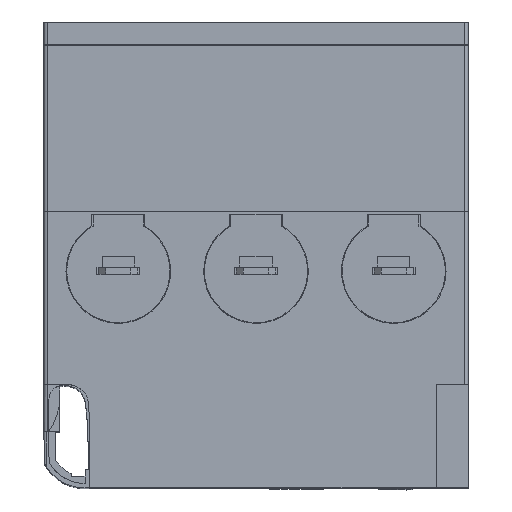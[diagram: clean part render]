
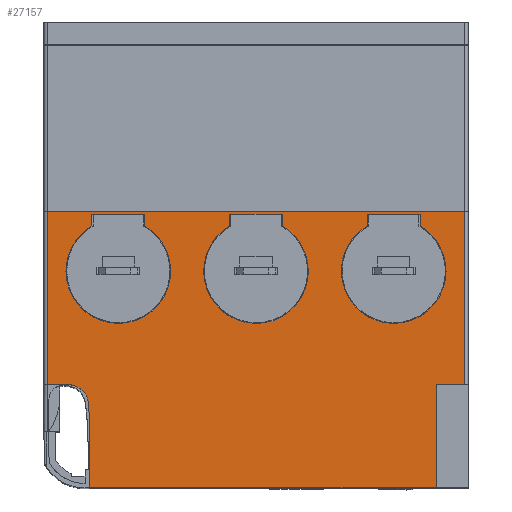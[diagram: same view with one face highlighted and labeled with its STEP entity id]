
A CAD part, top view. The second image highlights one B-rep face of the part: STEP entity #27157.
In plain terms, the highlighted planar face has unit normal (0, 0, 1).
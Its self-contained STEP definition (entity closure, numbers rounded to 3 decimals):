
#15333=EDGE_CURVE('',#20877,#20841,#45344,.T.);
#16427=EDGE_CURVE('',#38431,#20707,#46546,.T.);
#16611=EDGE_CURVE('',#22395,#33913,#46753,.T.);
#17001=VERTEX_POINT('',#47171);
#17107=EDGE_CURVE('',#32359,#38431,#47288,.T.);
#18131=VERTEX_POINT('',#48419);
#18841=EDGE_CURVE('',#20841,#22309,#49186,.T.);
#19013=VERTEX_POINT('',#49381);
#19137=VERTEX_POINT('',#49513);
#20707=VERTEX_POINT('',#51212);
#20841=VERTEX_POINT('',#51359);
#20877=VERTEX_POINT('',#51397);
#21019=EDGE_CURVE('',#19013,#28081,#51555,.T.);
#21391=EDGE_CURVE('',#43117,#17001,#51957,.T.);
#21441=EDGE_CURVE('',#29199,#18131,#52015,.T.);
#21691=VERTEX_POINT('',#52295);
#21783=VERTEX_POINT('',#52395);
#22309=VERTEX_POINT('',#52971);
#22395=VERTEX_POINT('',#53064);
#23369=EDGE_CURVE('',#43405,#34109,#54120,.T.);
#23461=EDGE_CURVE('',#42643,#35433,#54221,.T.);
#24129=EDGE_CURVE('',#22309,#29121,#54952,.T.);
#25475=EDGE_CURVE('',#43405,#42643,#56456,.T.);
#27157=ADVANCED_FACE('',(#58287,#58288,#58289,#58290),#58291,.T.);
#27361=EDGE_CURVE('',#29121,#35313,#58517,.T.);
#28081=VERTEX_POINT('',#59301);
#29121=VERTEX_POINT('',#60457);
#29199=VERTEX_POINT('',#60542);
#29301=EDGE_CURVE('',#18131,#43117,#60656,.T.);
#32257=EDGE_CURVE('',#21691,#35433,#63887,.T.);
#32359=VERTEX_POINT('',#63997);
#32489=EDGE_CURVE('',#35313,#20877,#64140,.T.);
#33041=EDGE_CURVE('',#20707,#34381,#64742,.T.);
#33365=EDGE_CURVE('',#28081,#21783,#65100,.T.);
#33913=VERTEX_POINT('',#65690);
#34109=VERTEX_POINT('',#65901);
#34381=VERTEX_POINT('',#66213);
#35313=VERTEX_POINT('',#67230);
#35433=VERTEX_POINT('',#67364);
#37109=EDGE_CURVE('',#21783,#22395,#69209,.T.);
#38431=VERTEX_POINT('',#70656);
#39993=EDGE_CURVE('',#17001,#19137,#72335,.T.);
#41097=EDGE_CURVE('',#34381,#43237,#73556,.T.);
#41277=EDGE_CURVE('',#33913,#19013,#73748,.T.);
#42643=VERTEX_POINT('',#75237);
#42855=EDGE_CURVE('',#34109,#32359,#75478,.T.);
#43041=EDGE_CURVE('',#43237,#21691,#75680,.T.);
#43117=VERTEX_POINT('',#75764);
#43237=VERTEX_POINT('',#75891);
#43405=VERTEX_POINT('',#76071);
#43417=EDGE_CURVE('',#19137,#29199,#76083,.T.);
#45344=LINE('',#78307,#78308);
#46546=LINE('',#80208,#80209);
#46753=LINE('',#80510,#80511);
#47171=CARTESIAN_POINT('',(-71.5,-88.813,127.795));
#47288=LINE('',#81606,#81607);
#48419=CARTESIAN_POINT('',(-48.5,-88.813,127.795));
#49186=LINE('',#84720,#84721);
#49381=CARTESIAN_POINT('',(71.5,-128.187,127.795));
#49513=CARTESIAN_POINT('',(-71.5,-83.75,127.795));
#51212=CARTESIAN_POINT('',(-72.5,-203.0,127.795));
#51359=CARTESIAN_POINT('',(-11.5,-83.75,127.795));
#51397=CARTESIAN_POINT('',(-11.5,-88.813,127.795));
#51555=CIRCLE('',#88402,22.8);
#51957=CIRCLE('',#89087,22.8);
#52015=LINE('',#89177,#89178);
#52295=CARTESIAN_POINT('',(90.995,-158.0,127.795));
#52395=CARTESIAN_POINT('',(48.5,-83.75,127.795));
#52971=CARTESIAN_POINT('',(11.5,-83.75,127.795));
#53064=CARTESIAN_POINT('',(71.5,-83.75,127.795));
#54120=LINE('',#92278,#92279);
#54221=LINE('',#92431,#92432);
#54952=LINE('',#93789,#93790);
#56456=LINE('',#96197,#96198);
#58287=FACE_BOUND('',#99157,.T.);
#58288=FACE_BOUND('',#99158,.T.);
#58289=FACE_BOUND('',#99159,.T.);
#58290=FACE_OUTER_BOUND('',#99160,.T.);
#58291=PLANE('',#99161);
#58517=CIRCLE('',#99577,22.8);
#59301=CARTESIAN_POINT('',(48.5,-88.813,127.795));
#60457=CARTESIAN_POINT('',(11.5,-88.813,127.795));
#60542=CARTESIAN_POINT('',(-48.5,-83.75,127.795));
#60656=CIRCLE('',#103069,22.8);
#63887=LINE('',#108286,#108287);
#63997=CARTESIAN_POINT('',(-73.04,-166.15,127.795));
#64140=CIRCLE('',#108710,22.8);
#64742=LINE('',#109649,#109650);
#65100=LINE('',#110206,#110207);
#65690=CARTESIAN_POINT('',(71.5,-88.813,127.795));
#65901=CARTESIAN_POINT('',(-81.769,-158.0,127.795));
#66213=CARTESIAN_POINT('',(78.5,-203.0,127.795));
#67230=CARTESIAN_POINT('',(11.5,-128.187,127.795));
#67364=CARTESIAN_POINT('',(90.995,-82.5,127.795));
#69209=LINE('',#117094,#117095);
#70656=CARTESIAN_POINT('',(-72.5,-174.0,127.795));
#72335=LINE('',#122668,#122669);
#73556=LINE('',#124658,#124659);
#73748=CIRCLE('',#124942,22.8);
#75237=CARTESIAN_POINT('',(-90.995,-82.5,127.795));
#75478=CIRCLE('',#127621,8.75);
#75680=LINE('',#127926,#127927);
#75764=CARTESIAN_POINT('',(-48.5,-128.187,127.795));
#75891=CARTESIAN_POINT('',(78.5,-158.0,127.795));
#76071=CARTESIAN_POINT('',(-90.995,-158.0,127.795));
#76083=LINE('',#128504,#128505);
#78307=CARTESIAN_POINT('',(-11.5,-143.375,127.795));
#78308=VECTOR('',#131462,1.0);
#80208=CARTESIAN_POINT('',(-72.5,-207.6,127.795));
#80209=VECTOR('',#132852,1.0);
#80510=CARTESIAN_POINT('',(71.5,-145.906,127.795));
#80511=VECTOR('',#133080,1.0);
#81606=CARTESIAN_POINT('',(-71.551,-187.799,127.795));
#81607=VECTOR('',#133601,1.0);
#84720=CARTESIAN_POINT('',(-39.748,-83.75,127.795));
#84721=VECTOR('',#135738,1.0);
#88402=AXIS2_PLACEMENT_3D('',#138226,#138227,#138228);
#89087=AXIS2_PLACEMENT_3D('',#138633,#138634,#138635);
#89177=CARTESIAN_POINT('',(-48.5,-145.906,127.795));
#89178=VECTOR('',#138705,1.0);
#92278=CARTESIAN_POINT('',(-86.382,-158.0,127.795));
#92279=VECTOR('',#140891,1.0);
#92431=CARTESIAN_POINT('',(-90.995,-82.5,127.795));
#92432=VECTOR('',#141004,1.0);
#93789=CARTESIAN_POINT('',(11.5,-145.906,127.795));
#93790=VECTOR('',#141779,1.0);
#96197=CARTESIAN_POINT('',(-90.995,-142.75,127.795));
#96198=VECTOR('',#143709,1.0);
#99157=EDGE_LOOP('',(#145608,#145609,#145610,#145611,#145612));
#99158=EDGE_LOOP('',(#145613,#145614,#145615,#145616,#145617));
#99159=EDGE_LOOP('',(#145618,#145619,#145620,#145621,#145622));
#99160=EDGE_LOOP('',(#145623,#145624,#145625,#145626,#145627,#145628,#145629,#145630,#145631,#145632));
#99161=AXIS2_PLACEMENT_3D('',#145633,#145634,#145635);
#99577=AXIS2_PLACEMENT_3D('',#145896,#145897,#145898);
#103069=AXIS2_PLACEMENT_3D('',#148306,#148307,#148308);
#108286=CARTESIAN_POINT('',(90.995,-142.75,127.795));
#108287=VECTOR('',#151767,1.0);
#108710=AXIS2_PLACEMENT_3D('',#152066,#152067,#152068);
#109649=CARTESIAN_POINT('',(-90.995,-203.0,127.795));
#109650=VECTOR('',#152733,1.0);
#110206=CARTESIAN_POINT('',(48.5,-143.375,127.795));
#110207=VECTOR('',#153123,1.0);
#117094=CARTESIAN_POINT('',(-9.748,-83.75,127.795));
#117095=VECTOR('',#157817,1.0);
#122668=CARTESIAN_POINT('',(-71.5,-143.375,127.795));
#122669=VECTOR('',#160886,1.0);
#124658=CARTESIAN_POINT('',(78.5,-180.5,127.795));
#124659=VECTOR('',#162372,1.0);
#124942=AXIS2_PLACEMENT_3D('',#162542,#162543,#162544);
#127621=AXIS2_PLACEMENT_3D('',#164450,#164451,#164452);
#127926=CARTESIAN_POINT('',(2.503,-158.0,127.795));
#127927=VECTOR('',#164661,1.0);
#128504=CARTESIAN_POINT('',(-69.748,-83.75,127.795));
#128505=VECTOR('',#165042,1.0);
#131462=DIRECTION('',(0.0,1.0,0.0));
#132852=DIRECTION('',(0.0,-1.0,0.0));
#133080=DIRECTION('',(0.0,-1.0,0.0));
#133601=DIRECTION('',(0.069,-0.998,0.0));
#135738=DIRECTION('',(1.0,0.0,0.0));
#138226=CARTESIAN_POINT('',(60.0,-108.5,127.795));
#138227=DIRECTION('',(-0.0,0.0,-1.0));
#138228=DIRECTION('',(-0.504,0.863,0.0));
#138633=CARTESIAN_POINT('',(-60.0,-108.5,127.795));
#138634=DIRECTION('',(-0.0,0.0,-1.0));
#138635=DIRECTION('',(-0.504,0.863,0.0));
#138705=DIRECTION('',(0.0,-1.0,0.0));
#140891=DIRECTION('',(1.0,0.0,0.0));
#141004=DIRECTION('',(1.0,0.0,0.0));
#141779=DIRECTION('',(0.0,-1.0,0.0));
#143709=DIRECTION('',(0.0,1.0,0.0));
#145608=ORIENTED_EDGE('',*,*,#33365,.T.);
#145609=ORIENTED_EDGE('',*,*,#37109,.T.);
#145610=ORIENTED_EDGE('',*,*,#16611,.T.);
#145611=ORIENTED_EDGE('',*,*,#41277,.T.);
#145612=ORIENTED_EDGE('',*,*,#21019,.T.);
#145613=ORIENTED_EDGE('',*,*,#15333,.T.);
#145614=ORIENTED_EDGE('',*,*,#18841,.T.);
#145615=ORIENTED_EDGE('',*,*,#24129,.T.);
#145616=ORIENTED_EDGE('',*,*,#27361,.T.);
#145617=ORIENTED_EDGE('',*,*,#32489,.T.);
#145618=ORIENTED_EDGE('',*,*,#39993,.T.);
#145619=ORIENTED_EDGE('',*,*,#43417,.T.);
#145620=ORIENTED_EDGE('',*,*,#21441,.T.);
#145621=ORIENTED_EDGE('',*,*,#29301,.T.);
#145622=ORIENTED_EDGE('',*,*,#21391,.T.);
#145623=ORIENTED_EDGE('',*,*,#23461,.F.);
#145624=ORIENTED_EDGE('',*,*,#25475,.F.);
#145625=ORIENTED_EDGE('',*,*,#23369,.T.);
#145626=ORIENTED_EDGE('',*,*,#42855,.T.);
#145627=ORIENTED_EDGE('',*,*,#17107,.T.);
#145628=ORIENTED_EDGE('',*,*,#16427,.T.);
#145629=ORIENTED_EDGE('',*,*,#33041,.T.);
#145630=ORIENTED_EDGE('',*,*,#41097,.T.);
#145631=ORIENTED_EDGE('',*,*,#43041,.T.);
#145632=ORIENTED_EDGE('',*,*,#32257,.T.);
#145633=CARTESIAN_POINT('',(-90.995,-203.0,127.795));
#145634=DIRECTION('',(0.0,0.0,1.0));
#145635=DIRECTION('',(0.0,-1.0,0.0));
#145896=CARTESIAN_POINT('',(0.,-108.5,127.795));
#145897=DIRECTION('',(-0.0,0.0,-1.0));
#145898=DIRECTION('',(-0.504,0.863,0.0));
#148306=CARTESIAN_POINT('',(-60.0,-108.5,127.795));
#148307=DIRECTION('',(-0.0,0.0,-1.0));
#148308=DIRECTION('',(-0.504,0.863,0.0));
#151767=DIRECTION('',(0.0,1.0,0.0));
#152066=CARTESIAN_POINT('',(0.,-108.5,127.795));
#152067=DIRECTION('',(-0.0,0.0,-1.0));
#152068=DIRECTION('',(-0.504,0.863,0.0));
#152733=DIRECTION('',(1.0,0.0,0.0));
#153123=DIRECTION('',(0.0,1.0,0.0));
#157817=DIRECTION('',(1.0,0.0,0.0));
#160886=DIRECTION('',(0.0,1.0,0.0));
#162372=DIRECTION('',(0.0,1.0,-0.0));
#162542=CARTESIAN_POINT('',(60.0,-108.5,127.795));
#162543=DIRECTION('',(-0.0,0.0,-1.0));
#162544=DIRECTION('',(-0.504,0.863,0.0));
#164450=CARTESIAN_POINT('',(-81.769,-166.75,127.795));
#164451=DIRECTION('',(0.0,0.0,-1.0));
#164452=DIRECTION('',(0.998,0.069,0.0));
#164661=DIRECTION('',(1.0,0.0,0.0));
#165042=DIRECTION('',(1.0,0.0,0.0));
